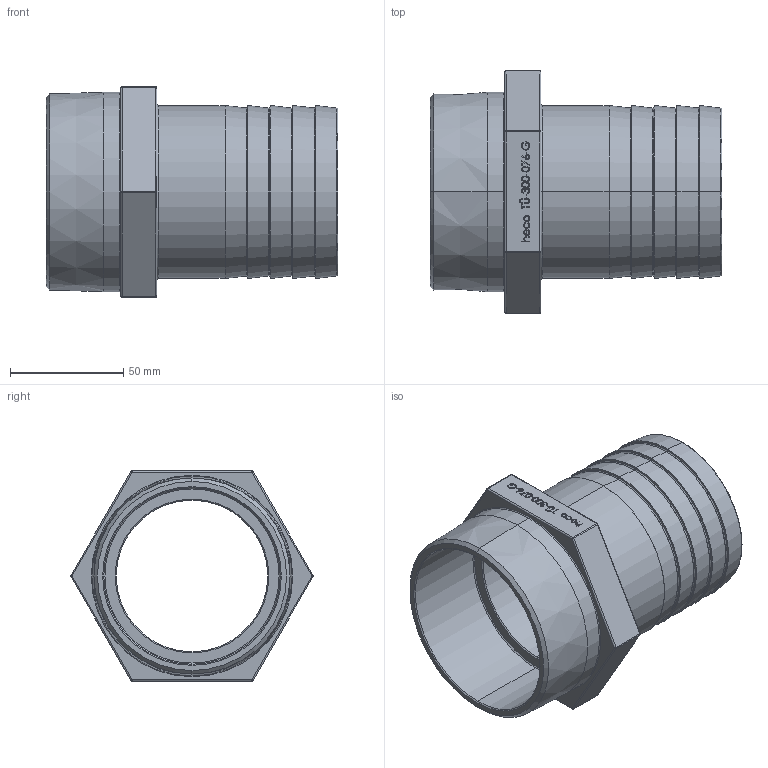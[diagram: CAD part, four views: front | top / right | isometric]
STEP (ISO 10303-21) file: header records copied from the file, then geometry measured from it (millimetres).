
FILE_DESCRIPTION (( 'STEP AP214' ), '1' );
FILE_NAME ('TÜ-300-076-G Tülle.STEP', '2018-05-30T07:30:00', ( '' ), ( '' ), 'SwSTEP 2.0', 'SolidWorks 2016', '' );
FILE_SCHEMA (( 'AUTOMOTIVE_DESIGN' ));
Length unit declared in the file: millimetre
Products named in the file (1): TÜ-300-076-G Tülle
Bounding box: 129 x 107.19 x 93 mm (x, y, z)
Volume: 177623.6 mm3; surface area: 69202.6 mm2
Topology: 1 solids, 1 shells, 291 faces, 704 edges, 438 vertices
Faces by surface type: bspline 109, plane 90, cone 30, cylinder 26, torus 24, sphere 12
Entity records: 16622 total; most frequent: CARTESIAN_POINT 8507, ORIENTED_EDGE 1392, DIRECTION 974, EDGE_CURVE 696, VERTEX_POINT 434, VECTOR 348, LINE 348, EDGE_LOOP 320
